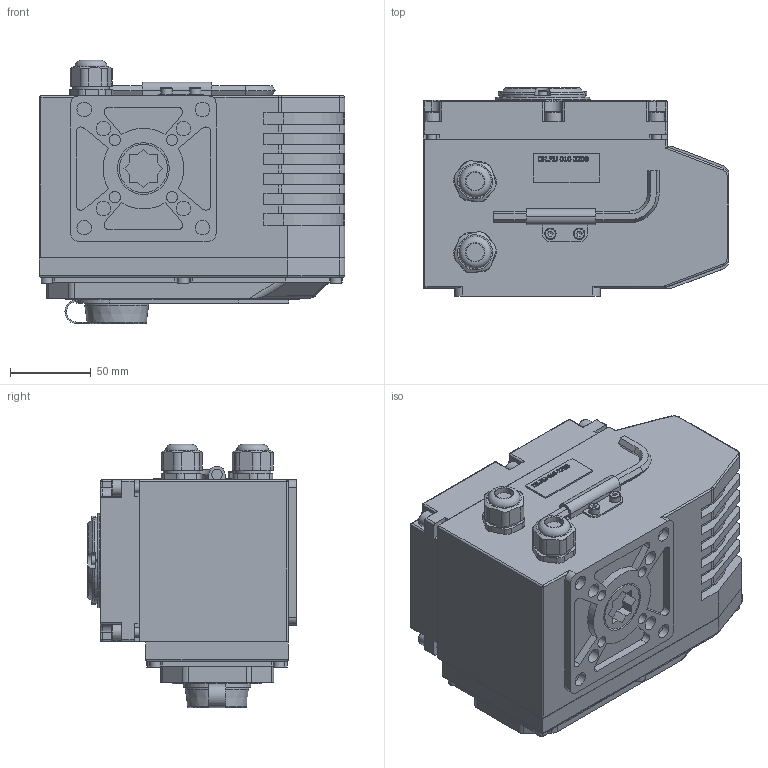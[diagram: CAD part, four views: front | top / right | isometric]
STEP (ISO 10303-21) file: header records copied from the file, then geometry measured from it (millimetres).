
FILE_DESCRIPTION(/* description */ (''),/* implementation_level */ '2;1');
FILE_NAME(/* name */ 'QT-010EM_3D_STEP.stp',/* time_stamp */ '2024-09-04T13:32:17+03:00',/* author */ ('igorr'),/* organization */ (''),/* preprocessor_version */ 'ST-DEVELOPER v20',/* originating_system */ 'Autodesk Inventor 2025',/* authorisation */ '');
FILE_SCHEMA (('AUTOMOTIVE_DESIGN { 1 0 10303 214 3 1 1 }'));
Length unit declared in the file: millimetre
Products named in the file (5): Сборка; Деталь; AS 1420 - 1973 - M6 x 50; AS 1420 - 1973 - M4 x 8; AS 1420 - 1973 - M3 x 6
Assembly tree (19 placements, depth 2):
  Сборка
    Деталь
    AS 1420 - 1973 - M4 x 8  x8
    AS 1420 - 1973 - M6 x 50  x6
    AS 1420 - 1973 - M3 x 6  x4
Bounding box: 189 x 129 x 163 mm (x, y, z)
Volume: 2411225.5 mm3; surface area: 193432.5 mm2
Topology: 20 solids, 21 shells, 1180 faces, 3047 edges, 2003 vertices
Faces by surface type: plane 658, cylinder 237, bspline 169, torus 60, cone 43, sphere 13
Full cylindrical faces by diameter (mm): 3 x4, 4 x8, 5.5 x4, 6 x6, 7 x12, 9 x8, 10 x6, 11.339 x2, 22.654 x2, 30 x1, 32 x1, 39.47 x1, 40 x2, 53.672 x1, 58.667 x1
Entity records: 31697 total; most frequent: CARTESIAN_POINT 7827, ORIENTED_EDGE 5012, DIRECTION 4178, EDGE_CURVE 2506, VERTEX_POINT 1643, LINE 1600, VECTOR 1600, AXIS2_PLACEMENT_3D 1289
